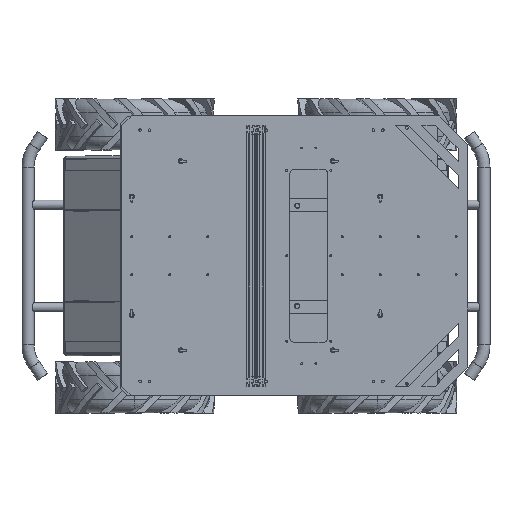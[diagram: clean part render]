
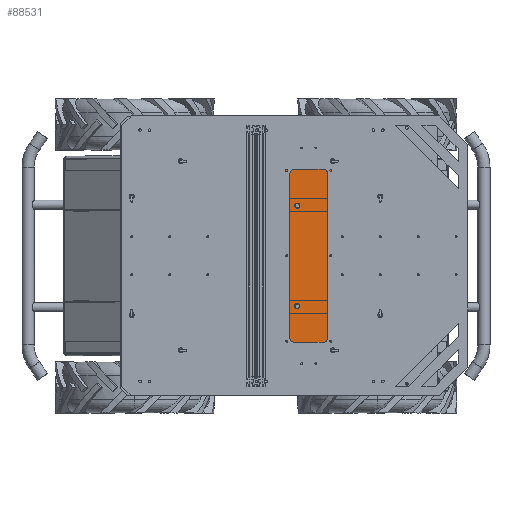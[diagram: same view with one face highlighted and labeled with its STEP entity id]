
A CAD part, top view. The second image highlights one B-rep face of the part: STEP entity #88531.
In plain terms, the highlighted planar face has unit normal (0, 0, 1).
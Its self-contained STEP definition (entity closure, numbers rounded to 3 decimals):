
#898 = CARTESIAN_POINT ( 'NONE',  ( -87., -106.147, 71.588 ) ) ;
#3219 = EDGE_CURVE ( 'NONE', #135149, #79517, #112483, .T. ) ;
#3291 = CARTESIAN_POINT ( 'NONE',  ( 196.772, 206.873, 71.587 ) ) ;
#4364 = EDGE_CURVE ( 'NONE', #76456, #91683, #84441, .T. ) ;
#4393 = CARTESIAN_POINT ( 'NONE',  ( -87., -106.147, 71.588 ) ) ;
#4962 = EDGE_CURVE ( 'NONE', #10812, #23651, #149829, .T. ) ;
#5623 = CARTESIAN_POINT ( 'NONE',  ( -98.597, 206.873, 71.587 ) ) ;
#5952 = DIRECTION ( 'NONE',  ( 0., 0., -1. ) ) ;
#10394 = AXIS2_PLACEMENT_3D ( 'NONE', #898, #143000, #117731 ) ;
#10812 = VERTEX_POINT ( 'NONE', #153815 ) ;
#11267 = VERTEX_POINT ( 'NONE', #94403 ) ;
#11798 = LINE ( 'NONE', #37752, #28453 ) ;
#12714 = ORIENTED_EDGE ( 'NONE', *, *, #104688, .F. ) ;
#12775 = VERTEX_POINT ( 'NONE', #5623 ) ;
#13163 = EDGE_CURVE ( 'NONE', #23651, #10812, #26357, .T. ) ;
#15128 = CARTESIAN_POINT ( 'NONE',  ( 195.185, 206.873, 71.587 ) ) ;
#15182 = ORIENTED_EDGE ( 'NONE', *, *, #88134, .F. ) ;
#17996 = DIRECTION ( 'NONE',  ( 0., 0., 1. ) ) ;
#18428 = DIRECTION ( 'NONE',  ( 1., 0., 0. ) ) ;
#23651 = VERTEX_POINT ( 'NONE', #92360 ) ;
#26357 = CIRCLE ( 'NONE', #59183, 5.6 ) ;
#28224 = CIRCLE ( 'NONE', #43303, 5.6 ) ;
#28453 = VECTOR ( 'NONE', #97776, 1000. ) ;
#30552 = CIRCLE ( 'NONE', #126442, 5.6 ) ;
#30796 = ORIENTED_EDGE ( 'NONE', *, *, #4364, .T. ) ;
#31088 = VECTOR ( 'NONE', #77347, 1000. ) ;
#31560 = EDGE_CURVE ( 'NONE', #80172, #11267, #30552, .T. ) ;
#35460 = EDGE_CURVE ( 'NONE', #12775, #135149, #11798, .T. ) ;
#37291 = EDGE_LOOP ( 'NONE', ( #98712, #69907 ) ) ;
#37752 = CARTESIAN_POINT ( 'NONE',  ( -98.597, 206.873, 71.587 ) ) ;
#37979 = FACE_BOUND ( 'NONE', #37291, .T. ) ;
#39555 = DIRECTION ( 'NONE',  ( -1., 0., 0. ) ) ;
#40115 = DIRECTION ( 'NONE',  ( 0., 0., -1. ) ) ;
#40264 = VERTEX_POINT ( 'NONE', #75942 ) ;
#41554 = AXIS2_PLACEMENT_3D ( 'NONE', #4393, #5952, #66724 ) ;
#43303 = AXIS2_PLACEMENT_3D ( 'NONE', #53492, #17996, #149045 ) ;
#45243 = CARTESIAN_POINT ( 'NONE',  ( 92.6, 106.143, 71.588 ) ) ;
#46753 = DIRECTION ( 'NONE',  ( 1., 0., 0. ) ) ;
#51579 = CARTESIAN_POINT ( 'NONE',  ( 87., -106.147, 71.588 ) ) ;
#51747 = ORIENTED_EDGE ( 'NONE', *, *, #4962, .T. ) ;
#52072 = EDGE_CURVE ( 'NONE', #40264, #79517, #78205, .T. ) ;
#53492 = CARTESIAN_POINT ( 'NONE',  ( 87., 106.143, 71.588 ) ) ;
#53582 = CARTESIAN_POINT ( 'NONE',  ( -87., 106.143, 71.588 ) ) ;
#58106 = EDGE_CURVE ( 'NONE', #12775, #40264, #150756, .T. ) ;
#59183 = AXIS2_PLACEMENT_3D ( 'NONE', #51579, #101278, #18428 ) ;
#61489 = ORIENTED_EDGE ( 'NONE', *, *, #13163, .T. ) ;
#64744 = EDGE_LOOP ( 'NONE', ( #71949, #144227, #75562, #95238 ) ) ;
#64819 = DIRECTION ( 'NONE',  ( 0., -1., 0. ) ) ;
#66331 = EDGE_LOOP ( 'NONE', ( #30796, #109579 ) ) ;
#66724 = DIRECTION ( 'NONE',  ( 1., 0., 0. ) ) ;
#66751 = VERTEX_POINT ( 'NONE', #45243 ) ;
#69907 = ORIENTED_EDGE ( 'NONE', *, *, #118219, .F. ) ;
#71949 = ORIENTED_EDGE ( 'NONE', *, *, #35460, .T. ) ;
#74526 = CARTESIAN_POINT ( 'NONE',  ( 87., 106.143, 71.588 ) ) ;
#75562 = ORIENTED_EDGE ( 'NONE', *, *, #52072, .F. ) ;
#75942 = CARTESIAN_POINT ( 'NONE',  ( 195.185, 206.873, 71.587 ) ) ;
#76456 = VERTEX_POINT ( 'NONE', #152158 ) ;
#77347 = DIRECTION ( 'NONE',  ( 1., 0., 0. ) ) ;
#78205 = LINE ( 'NONE', #15128, #83611 ) ;
#79517 = VERTEX_POINT ( 'NONE', #152828 ) ;
#80172 = VERTEX_POINT ( 'NONE', #87312 ) ;
#80586 = DIRECTION ( 'NONE',  ( 0., 0., 1. ) ) ;
#81192 = DIRECTION ( 'NONE',  ( 1., 0., 0. ) ) ;
#83611 = VECTOR ( 'NONE', #64819, 1000. ) ;
#84441 = CIRCLE ( 'NONE', #41554, 5.6 ) ;
#86182 = FACE_BOUND ( 'NONE', #98493, .T. ) ;
#87312 = CARTESIAN_POINT ( 'NONE',  ( -81.4, 106.143, 71.588 ) ) ;
#87756 = VECTOR ( 'NONE', #125106, 1000. ) ;
#88134 = EDGE_CURVE ( 'NONE', #66751, #95908, #97660, .T. ) ;
#88531 = ADVANCED_FACE ( 'NONE', ( #146184, #109855, #37979, #86182, #111390 ), #134314, .F. ) ;
#89928 = DIRECTION ( 'NONE',  ( 0., 0., 1. ) ) ;
#90929 = CIRCLE ( 'NONE', #10394, 5.6 ) ;
#91683 = VERTEX_POINT ( 'NONE', #141778 ) ;
#92360 = CARTESIAN_POINT ( 'NONE',  ( 81.4, -106.147, 71.588 ) ) ;
#94403 = CARTESIAN_POINT ( 'NONE',  ( -92.6, 106.143, 71.588 ) ) ;
#95238 = ORIENTED_EDGE ( 'NONE', *, *, #58106, .F. ) ;
#95908 = VERTEX_POINT ( 'NONE', #106519 ) ;
#96544 = CARTESIAN_POINT ( 'NONE',  ( -98.597, -206.877, 71.588 ) ) ;
#97660 = CIRCLE ( 'NONE', #142995, 5.6 ) ;
#97776 = DIRECTION ( 'NONE',  ( 0., -1., 0. ) ) ;
#98493 = EDGE_LOOP ( 'NONE', ( #15182, #12714 ) ) ;
#98712 = ORIENTED_EDGE ( 'NONE', *, *, #31560, .F. ) ;
#101278 = DIRECTION ( 'NONE',  ( 0., 0., -1. ) ) ;
#101280 = DIRECTION ( 'NONE',  ( 1., 0., 0. ) ) ;
#104688 = EDGE_CURVE ( 'NONE', #95908, #66751, #28224, .T. ) ;
#104850 = CIRCLE ( 'NONE', #130121, 5.6 ) ;
#106519 = CARTESIAN_POINT ( 'NONE',  ( 81.4, 106.143, 71.588 ) ) ;
#109579 = ORIENTED_EDGE ( 'NONE', *, *, #138507, .T. ) ;
#109855 = FACE_BOUND ( 'NONE', #139017, .T. ) ;
#111390 = FACE_OUTER_BOUND ( 'NONE', #64744, .T. ) ;
#112483 = LINE ( 'NONE', #148050, #87756 ) ;
#117731 = DIRECTION ( 'NONE',  ( 1., 0., 0. ) ) ;
#118219 = EDGE_CURVE ( 'NONE', #11267, #80172, #104850, .T. ) ;
#119347 = CARTESIAN_POINT ( 'NONE',  ( 87., -106.147, 71.588 ) ) ;
#119498 = AXIS2_PLACEMENT_3D ( 'NONE', #119347, #40115, #46753 ) ;
#122635 = DIRECTION ( 'NONE',  ( 0., 0., 1. ) ) ;
#125106 = DIRECTION ( 'NONE',  ( 1., 0., 0. ) ) ;
#126442 = AXIS2_PLACEMENT_3D ( 'NONE', #53582, #89928, #81192 ) ;
#127815 = CARTESIAN_POINT ( 'NONE',  ( 196.772, 206.873, 71.587 ) ) ;
#130121 = AXIS2_PLACEMENT_3D ( 'NONE', #151654, #80586, #141364 ) ;
#134314 = PLANE ( 'NONE',  #140607 ) ;
#135149 = VERTEX_POINT ( 'NONE', #96544 ) ;
#138507 = EDGE_CURVE ( 'NONE', #91683, #76456, #90929, .T. ) ;
#139017 = EDGE_LOOP ( 'NONE', ( #51747, #61489 ) ) ;
#140607 = AXIS2_PLACEMENT_3D ( 'NONE', #3291, #147740, #39555 ) ;
#141364 = DIRECTION ( 'NONE',  ( 1., 0., 0. ) ) ;
#141778 = CARTESIAN_POINT ( 'NONE',  ( -92.6, -106.147, 71.588 ) ) ;
#142995 = AXIS2_PLACEMENT_3D ( 'NONE', #74526, #122635, #101280 ) ;
#143000 = DIRECTION ( 'NONE',  ( 0., 0., -1. ) ) ;
#144227 = ORIENTED_EDGE ( 'NONE', *, *, #3219, .T. ) ;
#146184 = FACE_BOUND ( 'NONE', #66331, .T. ) ;
#147740 = DIRECTION ( 'NONE',  ( 0., 0., -1. ) ) ;
#148050 = CARTESIAN_POINT ( 'NONE',  ( 196.772, -206.877, 71.588 ) ) ;
#149045 = DIRECTION ( 'NONE',  ( 1., 0., 0. ) ) ;
#149829 = CIRCLE ( 'NONE', #119498, 5.6 ) ;
#150756 = LINE ( 'NONE', #127815, #31088 ) ;
#151654 = CARTESIAN_POINT ( 'NONE',  ( -87., 106.143, 71.588 ) ) ;
#152158 = CARTESIAN_POINT ( 'NONE',  ( -81.4, -106.147, 71.588 ) ) ;
#152828 = CARTESIAN_POINT ( 'NONE',  ( 195.185, -206.877, 71.588 ) ) ;
#153815 = CARTESIAN_POINT ( 'NONE',  ( 92.6, -106.147, 71.588 ) ) ;
